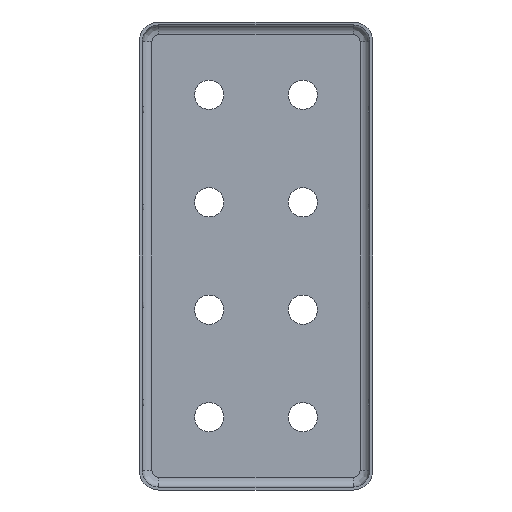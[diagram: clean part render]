
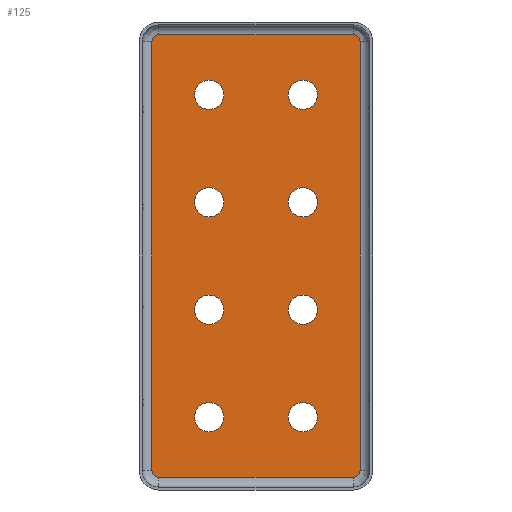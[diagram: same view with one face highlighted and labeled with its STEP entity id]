
A CAD part, front view. The second image highlights one B-rep face of the part: STEP entity #125.
In plain terms, the highlighted planar face has unit normal (0, -1, 0).
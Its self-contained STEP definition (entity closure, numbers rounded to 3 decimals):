
#125 = ADVANCED_FACE( 'NONE', ( #293, #294, #295, #296, #297, #298, #299, #300, #301 ), #302, .T. );
#293 = FACE_BOUND( '', #584, .T. );
#294 = FACE_BOUND( '', #585, .T. );
#295 = FACE_BOUND( '', #586, .T. );
#296 = FACE_BOUND( '', #587, .T. );
#297 = FACE_BOUND( '', #588, .T. );
#298 = FACE_BOUND( '', #589, .T. );
#299 = FACE_BOUND( '', #590, .T. );
#300 = FACE_BOUND( '', #591, .T. );
#301 = FACE_OUTER_BOUND( '', #592, .T. );
#302 = PLANE( '', #593 );
#584 = EDGE_LOOP( '', ( #983 ) );
#585 = EDGE_LOOP( '', ( #984 ) );
#586 = EDGE_LOOP( '', ( #985 ) );
#587 = EDGE_LOOP( '', ( #986 ) );
#588 = EDGE_LOOP( '', ( #987 ) );
#589 = EDGE_LOOP( '', ( #988 ) );
#590 = EDGE_LOOP( '', ( #989 ) );
#591 = EDGE_LOOP( '', ( #990 ) );
#592 = EDGE_LOOP( '', ( #991, #992, #993, #994, #995, #996, #997, #998 ) );
#593 = AXIS2_PLACEMENT_3D( '', #999, #1000, #1001 );
#983 = ORIENTED_EDGE( '', *, *, #1358, .F. );
#984 = ORIENTED_EDGE( '', *, *, #1356, .F. );
#985 = ORIENTED_EDGE( '', *, *, #1359, .F. );
#986 = ORIENTED_EDGE( '', *, *, #1360, .F. );
#987 = ORIENTED_EDGE( '', *, *, #1346, .F. );
#988 = ORIENTED_EDGE( '', *, *, #1352, .F. );
#989 = ORIENTED_EDGE( '', *, *, #1361, .F. );
#990 = ORIENTED_EDGE( '', *, *, #1306, .F. );
#991 = ORIENTED_EDGE( '', *, *, #1362, .F. );
#992 = ORIENTED_EDGE( '', *, *, #1303, .F. );
#993 = ORIENTED_EDGE( '', *, *, #1363, .F. );
#994 = ORIENTED_EDGE( '', *, *, #1319, .T. );
#995 = ORIENTED_EDGE( '', *, *, #1364, .T. );
#996 = ORIENTED_EDGE( '', *, *, #1365, .F. );
#997 = ORIENTED_EDGE( '', *, *, #1343, .T. );
#998 = ORIENTED_EDGE( '', *, *, #1339, .T. );
#999 = CARTESIAN_POINT( '', ( 9.95, 0., -21.95 ) );
#1000 = DIRECTION( '', ( 0., -1., 0. ) );
#1001 = DIRECTION( '', ( 0., 0., -1. ) );
#1303 = EDGE_CURVE( 'NONE', #1499, #1501, #1502, .T. );
#1306 = EDGE_CURVE( '', #1505, #1505, #1506, .T. );
#1319 = EDGE_CURVE( 'NONE', #1527, #1525, #1528, .T. );
#1339 = EDGE_CURVE( 'NONE', #1559, #1557, #1560, .T. );
#1343 = EDGE_CURVE( 'NONE', #1564, #1559, #1565, .T. );
#1346 = EDGE_CURVE( '', #1568, #1568, #1569, .T. );
#1352 = EDGE_CURVE( '', #1577, #1577, #1578, .T. );
#1356 = EDGE_CURVE( '', #1583, #1583, #1584, .T. );
#1358 = EDGE_CURVE( '', #1586, #1586, #1587, .T. );
#1359 = EDGE_CURVE( '', #1588, #1588, #1589, .T. );
#1360 = EDGE_CURVE( '', #1590, #1590, #1591, .T. );
#1361 = EDGE_CURVE( '', #1592, #1592, #1593, .T. );
#1362 = EDGE_CURVE( 'NONE', #1501, #1557, #1594, .T. );
#1363 = EDGE_CURVE( 'NONE', #1527, #1499, #1595, .T. );
#1364 = EDGE_CURVE( 'NONE', #1525, #1596, #1597, .T. );
#1365 = EDGE_CURVE( 'NONE', #1564, #1596, #1598, .T. );
#1499 = VERTEX_POINT( 'NONE', #1760 );
#1501 = VERTEX_POINT( 'NONE', #1762 );
#1502 = CIRCLE( '', #1763, 0.7 );
#1505 = VERTEX_POINT( '', #1766 );
#1506 = CIRCLE( '', #1767, 1.5 );
#1525 = VERTEX_POINT( 'NONE', #1790 );
#1527 = VERTEX_POINT( 'NONE', #1792 );
#1528 = CIRCLE( '', #1793, 0.7 );
#1557 = VERTEX_POINT( 'NONE', #1827 );
#1559 = VERTEX_POINT( 'NONE', #1829 );
#1560 = CIRCLE( '', #1830, 0.7 );
#1564 = VERTEX_POINT( 'NONE', #1835 );
#1565 = LINE( '', #1836, #1837 );
#1568 = VERTEX_POINT( '', #1840 );
#1569 = CIRCLE( '', #1841, 1.5 );
#1577 = VERTEX_POINT( '', #1850 );
#1578 = CIRCLE( '', #1851, 1.5 );
#1583 = VERTEX_POINT( '', #1856 );
#1584 = CIRCLE( '', #1857, 1.5 );
#1586 = VERTEX_POINT( '', #1859 );
#1587 = CIRCLE( '', #1860, 1.5 );
#1588 = VERTEX_POINT( '', #1861 );
#1589 = CIRCLE( '', #1862, 1.5 );
#1590 = VERTEX_POINT( '', #1863 );
#1591 = CIRCLE( '', #1864, 1.5 );
#1592 = VERTEX_POINT( '', #1865 );
#1593 = CIRCLE( '', #1866, 1.5 );
#1594 = LINE( '', #1867, #1868 );
#1595 = LINE( '', #1869, #1870 );
#1596 = VERTEX_POINT( 'NONE', #1871 );
#1597 = LINE( '', #1872, #1873 );
#1598 = CIRCLE( '', #1874, 0.7 );
#1760 = CARTESIAN_POINT( '', ( 10.65, 0., -21.95 ) );
#1762 = CARTESIAN_POINT( '', ( 9.95, 0., -22.65 ) );
#1763 = AXIS2_PLACEMENT_3D( '', #2044, #2045, #2046 );
#1766 = CARTESIAN_POINT( '', ( -4.8, 0., 15. ) );
#1767 = AXIS2_PLACEMENT_3D( '', #2050, #2051, #2052 );
#1790 = CARTESIAN_POINT( '', ( 9.95, 0., 22.65 ) );
#1792 = CARTESIAN_POINT( '', ( 10.65, 0., 21.95 ) );
#1793 = AXIS2_PLACEMENT_3D( '', #2069, #2070, #2071 );
#1827 = CARTESIAN_POINT( '', ( -9.95, 0., -22.65 ) );
#1829 = CARTESIAN_POINT( '', ( -10.65, 0., -21.95 ) );
#1830 = AXIS2_PLACEMENT_3D( '', #2101, #2102, #2103 );
#1835 = CARTESIAN_POINT( '', ( -10.65, 0., 21.95 ) );
#1836 = CARTESIAN_POINT( '', ( -10.65, 0., 0. ) );
#1837 = VECTOR( '', #2108, 1000. );
#1840 = CARTESIAN_POINT( '', ( 4.8, 0., 4. ) );
#1841 = AXIS2_PLACEMENT_3D( '', #2112, #2113, #2114 );
#1850 = CARTESIAN_POINT( '', ( -4.8, 0., 4. ) );
#1851 = AXIS2_PLACEMENT_3D( '', #2122, #2123, #2124 );
#1856 = CARTESIAN_POINT( '', ( -4.8, 0., -18. ) );
#1857 = AXIS2_PLACEMENT_3D( '', #2128, #2129, #2130 );
#1859 = CARTESIAN_POINT( '', ( 4.8, 0., -18. ) );
#1860 = AXIS2_PLACEMENT_3D( '', #2131, #2132, #2133 );
#1861 = CARTESIAN_POINT( '', ( 4.8, 0., -7. ) );
#1862 = AXIS2_PLACEMENT_3D( '', #2134, #2135, #2136 );
#1863 = CARTESIAN_POINT( '', ( -4.8, 0., -7. ) );
#1864 = AXIS2_PLACEMENT_3D( '', #2137, #2138, #2139 );
#1865 = CARTESIAN_POINT( '', ( 4.8, 0., 15. ) );
#1866 = AXIS2_PLACEMENT_3D( '', #2140, #2141, #2142 );
#1867 = CARTESIAN_POINT( '', ( 9.95, 0., -22.65 ) );
#1868 = VECTOR( '', #2143, 1000. );
#1869 = CARTESIAN_POINT( '', ( 10.65, 0., 0. ) );
#1870 = VECTOR( '', #2144, 1000. );
#1871 = CARTESIAN_POINT( '', ( -9.95, 0., 22.65 ) );
#1872 = CARTESIAN_POINT( '', ( 9.95, 0., 22.65 ) );
#1873 = VECTOR( '', #2145, 1000. );
#1874 = AXIS2_PLACEMENT_3D( '', #2146, #2147, #2148 );
#2044 = CARTESIAN_POINT( '', ( 9.95, 0., -21.95 ) );
#2045 = DIRECTION( '', ( 0., 1., 0. ) );
#2046 = DIRECTION( '', ( 0., 0., 1. ) );
#2050 = CARTESIAN_POINT( '', ( -4.8, 0., 16.5 ) );
#2051 = DIRECTION( '', ( 0., -1., 0. ) );
#2052 = DIRECTION( '', ( 0., 0., -1. ) );
#2069 = CARTESIAN_POINT( '', ( 9.95, 0., 21.95 ) );
#2070 = DIRECTION( '', ( 0., -1., 0. ) );
#2071 = DIRECTION( '', ( 0., 0., -1. ) );
#2101 = CARTESIAN_POINT( '', ( -9.95, 0., -21.95 ) );
#2102 = DIRECTION( '', ( 0., -1., 0. ) );
#2103 = DIRECTION( '', ( 0., 0., 1. ) );
#2108 = DIRECTION( '', ( 0., 0., -1. ) );
#2112 = CARTESIAN_POINT( '', ( 4.8, 0., 5.5 ) );
#2113 = DIRECTION( '', ( 0., -1., 0. ) );
#2114 = DIRECTION( '', ( 0., 0., -1. ) );
#2122 = CARTESIAN_POINT( '', ( -4.8, 0., 5.5 ) );
#2123 = DIRECTION( '', ( 0., -1., 0. ) );
#2124 = DIRECTION( '', ( 0., 0., -1. ) );
#2128 = CARTESIAN_POINT( '', ( -4.8, 0., -16.5 ) );
#2129 = DIRECTION( '', ( 0., -1., 0. ) );
#2130 = DIRECTION( '', ( 0., 0., -1. ) );
#2131 = CARTESIAN_POINT( '', ( 4.8, 0., -16.5 ) );
#2132 = DIRECTION( '', ( 0., -1., 0. ) );
#2133 = DIRECTION( '', ( 0., 0., -1. ) );
#2134 = CARTESIAN_POINT( '', ( 4.8, 0., -5.5 ) );
#2135 = DIRECTION( '', ( 0., -1., 0. ) );
#2136 = DIRECTION( '', ( 0., 0., -1. ) );
#2137 = CARTESIAN_POINT( '', ( -4.8, 0., -5.5 ) );
#2138 = DIRECTION( '', ( 0., -1., 0. ) );
#2139 = DIRECTION( '', ( 0., 0., -1. ) );
#2140 = CARTESIAN_POINT( '', ( 4.8, 0., 16.5 ) );
#2141 = DIRECTION( '', ( 0., -1., 0. ) );
#2142 = DIRECTION( '', ( 0., 0., -1. ) );
#2143 = DIRECTION( '', ( -1., 0., 0. ) );
#2144 = DIRECTION( '', ( 0., 0., -1. ) );
#2145 = DIRECTION( '', ( -1., 0., 0. ) );
#2146 = CARTESIAN_POINT( '', ( -9.95, 0., 21.95 ) );
#2147 = DIRECTION( '', ( 0., 1., 0. ) );
#2148 = DIRECTION( '', ( 0., 0., -1. ) );
